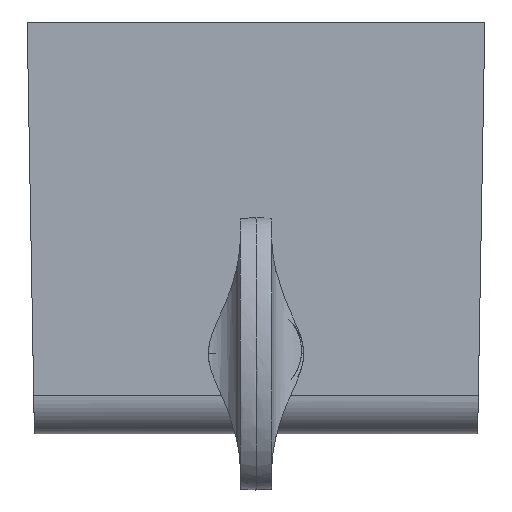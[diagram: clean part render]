
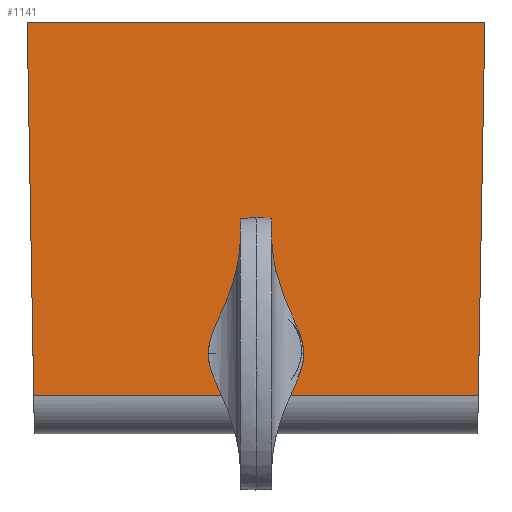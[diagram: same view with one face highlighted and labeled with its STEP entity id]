
A CAD part, front view. The second image highlights one B-rep face of the part: STEP entity #1141.
In plain terms, the highlighted planar face has unit normal (0, -1, 0.018).
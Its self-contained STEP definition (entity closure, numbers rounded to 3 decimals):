
#65=DIRECTION('',(0.017,-0.017,-1.));
#66=VECTOR('',#65,16.319);
#67=CARTESIAN_POINT('',(-10.,-20.25,0.));
#68=LINE('',#67,#66);
#382=DIRECTION('',(-0.017,-0.017,-1.));
#383=VECTOR('',#382,16.319);
#384=CARTESIAN_POINT('',(10.,-20.25,0.));
#385=LINE('',#384,#383);
#530=CARTESIAN_POINT('',(1.727,-20.503,-14.5));
#531=CARTESIAN_POINT('',(1.727,-20.507,-14.704));
#532=CARTESIAN_POINT('',(1.654,-20.514,-15.143));
#533=CARTESIAN_POINT('',(1.257,-20.525,-15.758));
#534=CARTESIAN_POINT('',(0.747,-20.531,
-16.087));
#535=CARTESIAN_POINT('',(0.312,-20.533,
-16.209));
#536=CARTESIAN_POINT('',(0.,-20.533,-16.236));
#537=CARTESIAN_POINT('',(-0.312,-20.533,
-16.209));
#538=CARTESIAN_POINT('',(-0.747,-20.531,
-16.087));
#539=CARTESIAN_POINT('',(-1.257,-20.525,
-15.758));
#540=CARTESIAN_POINT('',(-1.654,-20.514,
-15.143));
#541=CARTESIAN_POINT('',(-1.727,-20.507,-14.704));
#542=CARTESIAN_POINT('',(-1.727,-20.503,-14.5));
#544=CARTESIAN_POINT('',(-1.727,-20.503,-14.5));
#545=CARTESIAN_POINT('',(-1.727,-20.5,-14.296));
#546=CARTESIAN_POINT('',(-1.654,-20.492,
-13.857));
#547=CARTESIAN_POINT('',(-1.257,-20.481,
-13.242));
#548=CARTESIAN_POINT('',(-0.747,-20.475,
-12.913));
#549=CARTESIAN_POINT('',(-0.312,-20.473,
-12.791));
#550=CARTESIAN_POINT('',(0.,-20.473,-12.764));
#551=CARTESIAN_POINT('',(0.312,-20.473,
-12.791));
#552=CARTESIAN_POINT('',(0.747,-20.475,
-12.913));
#553=CARTESIAN_POINT('',(1.257,-20.481,-13.242));
#554=CARTESIAN_POINT('',(1.654,-20.492,-13.857));
#555=CARTESIAN_POINT('',(1.727,-20.5,-14.296));
#556=CARTESIAN_POINT('',(1.727,-20.503,-14.5));
#558=DIRECTION('',(1.,0.,0.));
#559=VECTOR('',#558,20.);
#560=CARTESIAN_POINT('',(-10.,-20.25,0.));
#561=LINE('',#560,#559);
#562=DIRECTION('',(-1.,0.,0.));
#563=VECTOR('',#562,19.43);
#564=CARTESIAN_POINT('',(9.715,-20.535,-16.314));
#565=LINE('',#564,#563);
#604=CARTESIAN_POINT('',(1.727,-20.503,-14.5));
#605=VERTEX_POINT('',#604);
#606=CARTESIAN_POINT('',(-1.727,-20.503,-14.5));
#607=VERTEX_POINT('',#606);
#616=CARTESIAN_POINT('',(-10.,-20.25,0.));
#617=CARTESIAN_POINT('',(10.,-20.25,0.));
#618=VERTEX_POINT('',#616);
#619=VERTEX_POINT('',#617);
#620=CARTESIAN_POINT('',(-9.715,-20.535,
-16.314));
#621=VERTEX_POINT('',#620);
#622=CARTESIAN_POINT('',(9.715,-20.535,-16.314));
#623=VERTEX_POINT('',#622);
#1125=CARTESIAN_POINT('',(-11.583,-20.25,0.));
#1126=DIRECTION('',(0.,-1.,0.017));
#1127=DIRECTION('',(-1.,0.,0.));
#1128=AXIS2_PLACEMENT_3D('',#1125,#1126,#1127);
#1129=PLANE('',#1128);
#1130=ORIENTED_EDGE('',*,*,#732,.F.);
#1131=ORIENTED_EDGE('',*,*,#859,.T.);
#1132=ORIENTED_EDGE('',*,*,#1011,.T.);
#1134=ORIENTED_EDGE('',*,*,#1133,.T.);
#1135=EDGE_LOOP('',(#1130,#1131,#1132,#1134));
#1136=FACE_OUTER_BOUND('',#1135,.F.);
#1137=ORIENTED_EDGE('',*,*,#1105,.F.);
#1138=ORIENTED_EDGE('',*,*,#1119,.F.);
#1139=EDGE_LOOP('',(#1137,#1138));
#1140=FACE_BOUND('',#1139,.F.);
#1141=ADVANCED_FACE('',(#1136,#1140),#1129,.T.);
#543=B_SPLINE_CURVE_WITH_KNOTS('',3,(#530,#531,#532,#533,#534,#535,#536,#537,
#538,#539,#540,#541,#542),.UNSPECIFIED.,.F.,.F.,(4,1,1,1,1,1,1,1,1,1,4),(0.,
0.125,0.25,0.375,0.438,0.5,0.563,0.625,0.75,0.875,1.),
.UNSPECIFIED.);
#557=B_SPLINE_CURVE_WITH_KNOTS('',3,(#544,#545,#546,#547,#548,#549,#550,#551,
#552,#553,#554,#555,#556),.UNSPECIFIED.,.F.,.F.,(4,1,1,1,1,1,1,1,1,1,4),(0.,
0.125,0.25,0.375,0.438,0.5,0.563,0.625,0.75,0.875,1.),
.UNSPECIFIED.);
#732=EDGE_CURVE('',#618,#621,#68,.T.);
#859=EDGE_CURVE('',#618,#619,#561,.T.);
#1011=EDGE_CURVE('',#619,#623,#385,.T.);
#1105=EDGE_CURVE('',#605,#607,#543,.T.);
#1119=EDGE_CURVE('',#607,#605,#557,.T.);
#1133=EDGE_CURVE('',#623,#621,#565,.T.);
